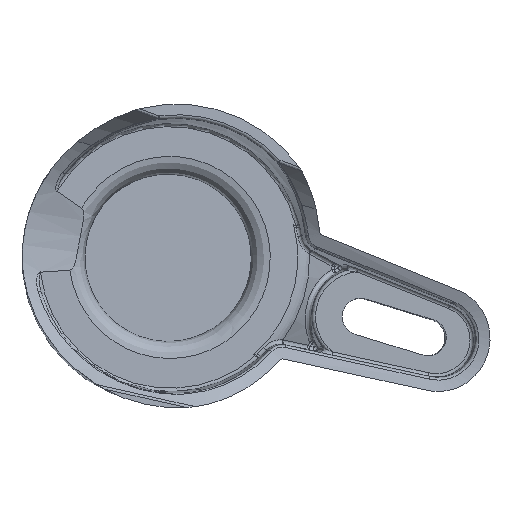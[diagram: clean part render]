
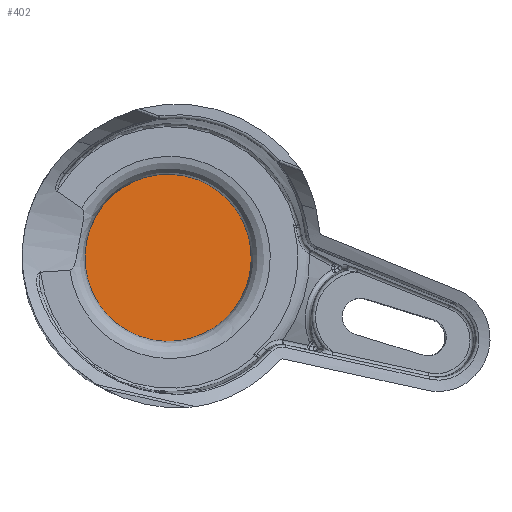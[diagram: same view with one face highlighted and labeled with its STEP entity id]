
A CAD part, top view. The second image highlights one B-rep face of the part: STEP entity #402.
In plain terms, the highlighted planar face has unit normal (0.098, 0.019, 0.995).
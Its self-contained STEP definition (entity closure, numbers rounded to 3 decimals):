
#282=FACE_OUTER_BOUND('',#570,.T.);
#402=ADVANCED_FACE('',(#282),#490,.F.);
#490=PLANE('',#1912);
#570=EDGE_LOOP('',(#997,#998));
#997=ORIENTED_EDGE('',*,*,#1626,.T.);
#998=ORIENTED_EDGE('',*,*,#1627,.T.);
#1427=VERTEX_POINT('',#4654);
#1428=VERTEX_POINT('',#4655);
#1626=EDGE_CURVE('',#1428,#1427,#1810,.T.);
#1627=EDGE_CURVE('',#1427,#1428,#1811,.T.);
#1810=B_SPLINE_CURVE_WITH_KNOTS('',3,(#4656,#4657,#4658,#4659,#4660,#4661,
#4662,#4663,#4664,#4665,#4666,#4667,#4668,#4669,#4670,#4671,#4672,#4673),
 .UNSPECIFIED.,.F.,.F.,(4,2,2,2,2,2,2,2,4),(0.,0.125,0.25,0.375,0.5,0.625,
0.75,0.875,1.),.UNSPECIFIED.);
#1811=B_SPLINE_CURVE_WITH_KNOTS('',3,(#4774,#4775,#4776,#4777,#4778,#4779,
#4780,#4781,#4782,#4783),.UNSPECIFIED.,.F.,.F.,(4,2,2,2,4),(0.,0.25,0.5,
0.75,1.),.UNSPECIFIED.);
#1912=AXIS2_PLACEMENT_3D('',#4784,#2206,#2207);
#2206=DIRECTION('',(-0.098,-0.019,-0.995));
#2207=DIRECTION('',(-0.995,0.,0.098));
#4654=CARTESIAN_POINT('',(-373.7,147.861,-28.839));
#4655=CARTESIAN_POINT('',(-377.631,167.93,-28.839));
#4656=CARTESIAN_POINT('',(-377.631,167.93,-28.839));
#4657=CARTESIAN_POINT('',(-379.616,168.675,-28.657));
#4658=CARTESIAN_POINT('',(-381.795,168.875,-28.446));
#4659=CARTESIAN_POINT('',(-385.931,168.149,-28.024));
#4660=CARTESIAN_POINT('',(-387.903,167.226,-27.811));
#4661=CARTESIAN_POINT('',(-391.14,164.465,-27.438));
#4662=CARTESIAN_POINT('',(-392.362,162.662,-27.283));
#4663=CARTESIAN_POINT('',(-393.742,158.679,-27.07));
#4664=CARTESIAN_POINT('',(-393.899,156.481,-27.012));
#4665=CARTESIAN_POINT('',(-393.082,152.317,-27.012));
#4666=CARTESIAN_POINT('',(-392.116,150.357,-27.069));
#4667=CARTESIAN_POINT('',(-389.327,147.178,-27.283));
#4668=CARTESIAN_POINT('',(-387.489,145.962,-27.441));
#4669=CARTESIAN_POINT('',(-383.49,144.643,-27.81));
#4670=CARTESIAN_POINT('',(-381.319,144.523,-28.022));
#4671=CARTESIAN_POINT('',(-377.181,145.419,-28.448));
#4672=CARTESIAN_POINT('',(-375.243,146.435,-28.659));
#4673=CARTESIAN_POINT('',(-373.7,147.861,-28.839));
#4774=CARTESIAN_POINT('',(-373.7,147.861,-28.839));
#4775=CARTESIAN_POINT('',(-372.215,149.234,-29.012));
#4776=CARTESIAN_POINT('',(-371.078,151.002,-29.158));
#4777=CARTESIAN_POINT('',(-369.814,154.896,-29.358));
#4778=CARTESIAN_POINT('',(-369.691,156.99,-29.411));
#4779=CARTESIAN_POINT('',(-370.469,160.975,-29.411));
#4780=CARTESIAN_POINT('',(-371.376,162.877,-29.358));
#4781=CARTESIAN_POINT('',(-374.011,166.004,-29.159));
#4782=CARTESIAN_POINT('',(-375.711,167.209,-29.014));
#4783=CARTESIAN_POINT('',(-377.631,167.93,-28.839));
#4784=CARTESIAN_POINT('',(-360.202,160.271,-30.41));
